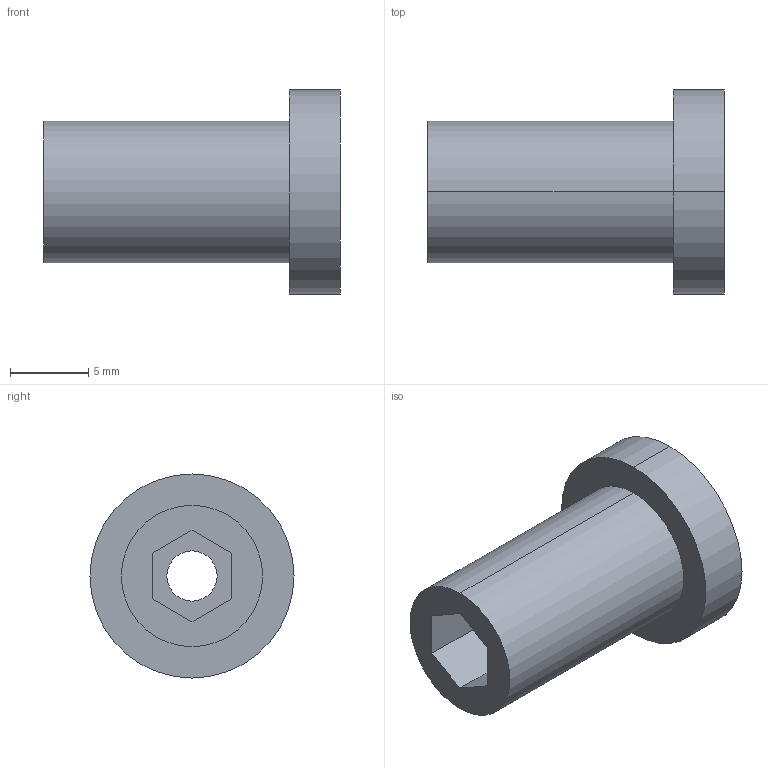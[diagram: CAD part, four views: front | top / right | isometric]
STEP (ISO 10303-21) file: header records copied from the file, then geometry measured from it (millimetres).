
FILE_DESCRIPTION (( 'STEP AP203' ), '1' );
FILE_NAME ('REV-81-1558.STEP', '2017-12-14T18:00:26', ( '' ), ( '' ), 'SwSTEP 2.0', 'SolidWorks 2017', '' );
FILE_SCHEMA (( 'CONFIG_CONTROL_DESIGN' ));
Length unit declared in the file: millimetre
Products named in the file (1): REV-81-1558
Bounding box: 18.91 x 13 x 13 mm (x, y, z)
Volume: 1054.2 mm3; surface area: 1179.2 mm2
Topology: 1 solids, 1 shells, 133 faces, 384 edges, 256 vertices
Faces by surface type: cylinder 72, plane 61
Entity records: 4503 total; most frequent: DIRECTION 796, CARTESIAN_POINT 774, ORIENTED_EDGE 768, EDGE_CURVE 384, AXIS2_PLACEMENT_3D 278, VERTEX_POINT 256, LINE 240, VECTOR 240
